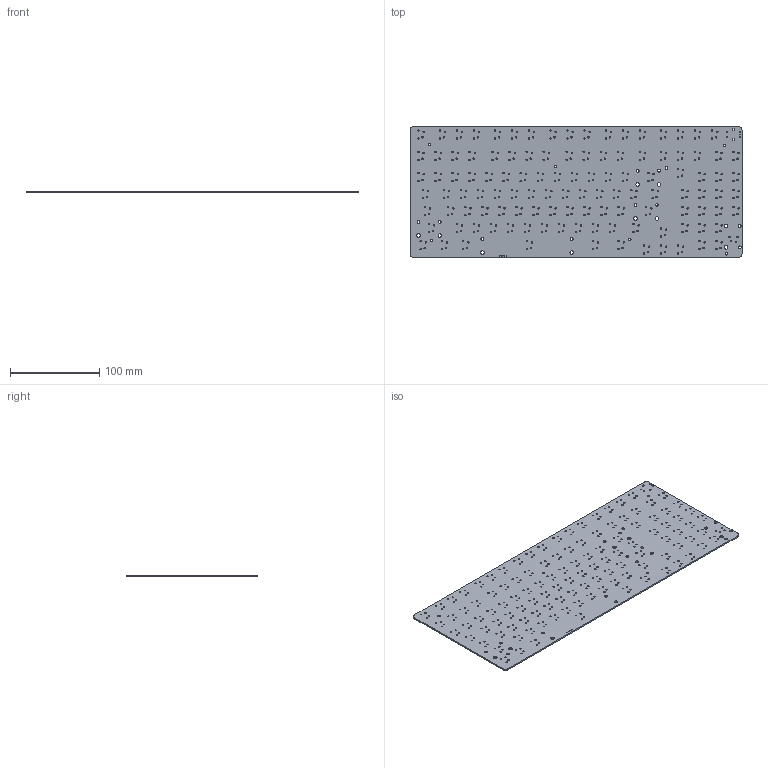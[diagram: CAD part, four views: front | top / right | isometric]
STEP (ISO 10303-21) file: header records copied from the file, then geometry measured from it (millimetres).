
FILE_DESCRIPTION(('KiCad electronic assembly'),'2;1');
FILE_NAME('cbc1.step','2019-04-02T01:59:31',('An Author'),('A Company'), 'Open CASCADE STEP processor 6.9','KiCad to STEP converter','Unknown' );
FILE_SCHEMA(('AUTOMOTIVE_DESIGN { 1 0 10303 214 1 1 1 1 }'));
Length unit declared in the file: millimetre
Products named in the file (2): Open CASCADE STEP translator 6.9 1; COMPOUND
Assembly tree (1 placements, depth 2):
  Open CASCADE STEP translator 6.9 1
    COMPOUND
Bounding box: 371.48 x 147.64 x 1.6 mm (x, y, z)
Volume: 86002.8 mm3; surface area: 113167.4 mm2
Topology: 1 solids, 1 shells, 518 faces, 1548 edges, 1032 vertices
Faces by surface type: cylinder 508, plane 10
Full cylindrical faces by diameter (mm): 1 x9, 1.5 x464, 2.7 x7, 3.048 x10, 3.988 x10
Entity records: 40247 total; most frequent: DIRECTION 6700, CARTESIAN_POINT 6196, ORIENTED_EDGE 3096, PCURVE 3096, DEFINITIONAL_REPRESENTATION 3096, LINE 2612, VECTOR 2612, CIRCLE 2032
